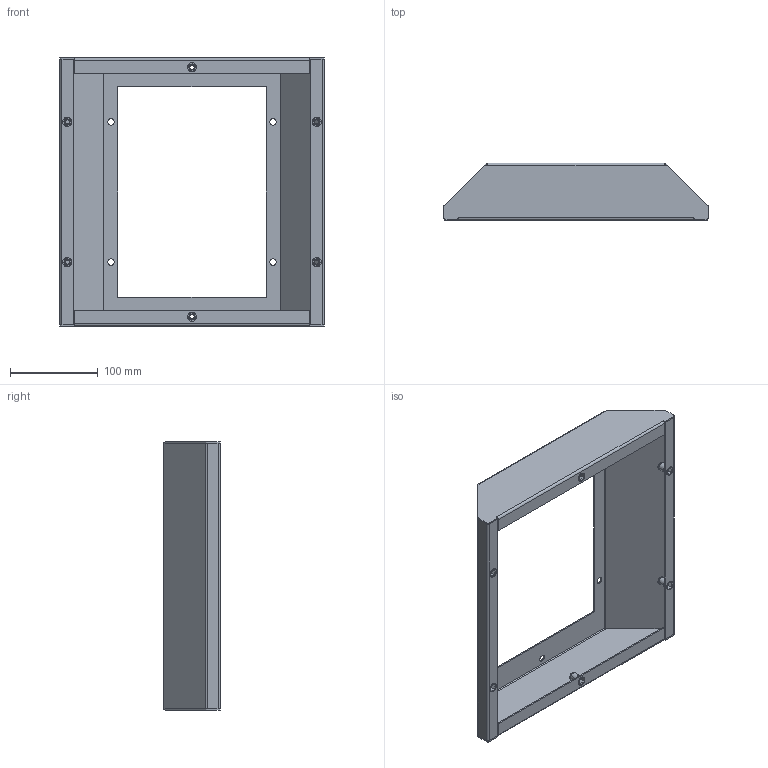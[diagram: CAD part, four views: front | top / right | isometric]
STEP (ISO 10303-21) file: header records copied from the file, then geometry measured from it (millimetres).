
FILE_DESCRIPTION((''),'2;1');
FILE_NAME('TG3102_DUCT_ASM_1_ASM','2020-05-22T17:13:29',('briang'),(''),'CREO PARAMETRIC BY PTC INC, 2019080','CREO PARAMETRIC BY PTC INC, 2019080','');
FILE_SCHEMA(('CONFIG_CONTROL_DESIGN'));
Length unit declared in the file: millimetre
Products named in the file (3): TG3102_DUCT_1; POPNUT_M6_HEX_OPEN_A2_1; TG3102_DUCT_ASM_1_ASM
Assembly tree (7 placements, depth 2):
  TG3102_DUCT_ASM_1_ASM
    TG3102_DUCT_1
    POPNUT_M6_HEX_OPEN_A2_1  x6
Bounding box: 302 x 65.6 x 306 mm (x, y, z)
Volume: 186144.2 mm3; surface area: 255159.8 mm2
Topology: 7 solids, 13 shells, 460 faces, 1140 edges, 700 vertices
Faces by surface type: plane 344, cylinder 88, cone 24, bspline 4
Entity records: 7459 total; most frequent: CARTESIAN_POINT 1418, ORIENTED_EDGE 1236, DIRECTION 1216, EDGE_CURVE 620, VECTOR 494, LINE 494, VERTEX_POINT 390, AXIS2_PLACEMENT_3D 361
